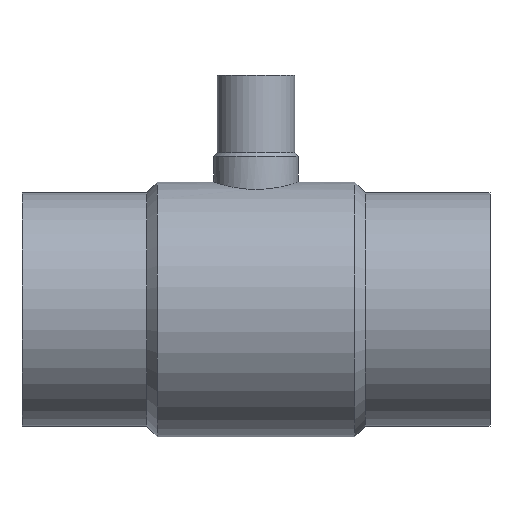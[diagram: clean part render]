
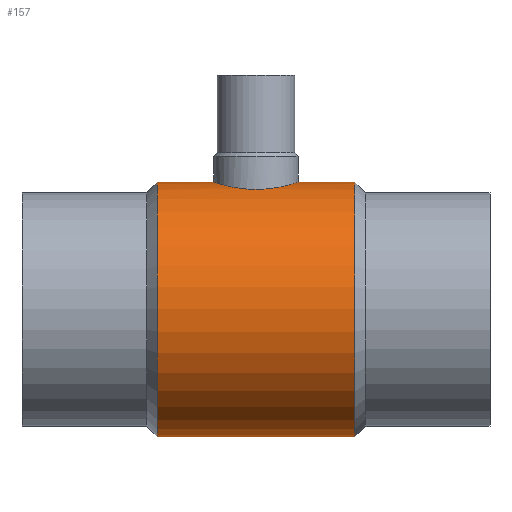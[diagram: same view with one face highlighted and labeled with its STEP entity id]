
A CAD part, top view. The second image highlights one B-rep face of the part: STEP entity #157.
In plain terms, the highlighted cylindrical face has radius 122.75 mm (diameter 245.5 mm), a partial arc.
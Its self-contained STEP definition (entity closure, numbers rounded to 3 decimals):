
#143 = VERTEX_POINT( '', #373 );
#157 = ADVANCED_FACE( '', ( #389 ), #390, .T. );
#173 = EDGE_CURVE( '', #291, #283, #407, .T. );
#177 = EDGE_CURVE( '', #237, #143, #412, .T. );
#217 = EDGE_CURVE( '', #295, #247, #456, .T. );
#237 = VERTEX_POINT( '', #478 );
#247 = VERTEX_POINT( '', #488 );
#283 = VERTEX_POINT( '', #527 );
#291 = VERTEX_POINT( '', #536 );
#295 = VERTEX_POINT( '', #540 );
#307 = EDGE_CURVE( '', #291, #143, #553, .T. );
#311 = EDGE_CURVE( '', #247, #237, #558, .T. );
#323 = EDGE_CURVE( '', #283, #295, #572, .T. );
#373 = CARTESIAN_POINT( '', ( -320.75, 122.75, 0. ) );
#389 = FACE_OUTER_BOUND( '', #637, .T. );
#390 = CYLINDRICAL_SURFACE( '', #638, 122.75 );
#407 = LINE( '', #662, #663 );
#412 = LINE( '', #669, #670 );
#456 = LINE( '', #792, #793 );
#478 = CARTESIAN_POINT( '', ( -266.4, 122.75, 0. ) );
#488 = CARTESIAN_POINT( '', ( -184.6, 122.75, 0. ) );
#527 = CARTESIAN_POINT( '', ( -130.25, -122.75, 0. ) );
#536 = CARTESIAN_POINT( '', ( -320.75, -122.75, 0. ) );
#540 = CARTESIAN_POINT( '', ( -130.25, 122.75, 0. ) );
#553 = CIRCLE( '', #1055, 122.75 );
#558 = B_SPLINE_CURVE_WITH_KNOTS( '', 3, ( #1061, #1062, #1063, #1064, #1065, #1066, #1067, #1068, #1069, #1070, #1071, #1072, #1073, #1074, #1075, #1076, #1077, #1078, #1079, #1080, #1081, #1082, #1083, #1084, #1085, #1086, #1087, #1088, #1089, #1090, #1091, #1092, #1093, #1094, #1095, #1096, #1097, #1098, #1099, #1100, #1101, #1102, #1103, #1104, #1105, #1106, #1107, #1108, #1109, #1110, #1111, #1112, #1113, #1114, #1115, #1116, #1117, #1118, #1119, #1120, #1121, #1122, #1123, #1124, #1125, #1126 ), .UNSPECIFIED., .F., .F., ( 4, 2, 2, 2, 2, 2, 2, 2, 2, 2, 2, 2, 2, 2, 2, 2, 2, 2, 2, 2, 2, 2, 2, 2, 2, 2, 2, 2, 2, 2, 2, 2, 4 ), ( 62.143, 66.026, 69.909, 73.792, 77.675, 81.558, 85.441, 89.324, 93.207, 97.092, 100.977, 104.862, 108.747, 112.632, 116.516, 120.401, 124.286, 128.171, 132.056, 135.941, 139.825, 143.71, 147.595, 151.48, 155.365, 159.248, 163.131, 167.014, 170.897, 174.78, 178.663, 182.546, 186.429 ), .UNSPECIFIED. );
#572 = CIRCLE( '', #1146, 122.75 );
#637 = EDGE_LOOP( '', ( #1215, #1216, #1217, #1218, #1219, #1220 ) );
#638 = AXIS2_PLACEMENT_3D( '', #1221, #1222, #1223 );
#662 = CARTESIAN_POINT( '', ( -225.5, -122.75, 0. ) );
#663 = VECTOR( '', #1240, 1. );
#669 = CARTESIAN_POINT( '', ( -225.5, 122.75, 0. ) );
#670 = VECTOR( '', #1249, 1. );
#792 = CARTESIAN_POINT( '', ( -225.5, 122.75, 0. ) );
#793 = VECTOR( '', #1303, 1. );
#1055 = AXIS2_PLACEMENT_3D( '', #1400, #1401, #1402 );
#1061 = CARTESIAN_POINT( '', ( -184.6, 122.75, 0. ) );
#1062 = CARTESIAN_POINT( '', ( -184.6, 122.75, 1.294 ) );
#1063 = CARTESIAN_POINT( '', ( -184.662, 122.729, 2.609 ) );
#1064 = CARTESIAN_POINT( '', ( -184.917, 122.645, 5.255 ) );
#1065 = CARTESIAN_POINT( '', ( -185.111, 122.58, 6.585 ) );
#1066 = CARTESIAN_POINT( '', ( -185.633, 122.409, 9.235 ) );
#1067 = CARTESIAN_POINT( '', ( -185.962, 122.302, 10.555 ) );
#1068 = CARTESIAN_POINT( '', ( -186.752, 122.049, 13.162 ) );
#1069 = CARTESIAN_POINT( '', ( -187.213, 121.903, 14.448 ) );
#1070 = CARTESIAN_POINT( '', ( -188.259, 121.579, 16.965 ) );
#1071 = CARTESIAN_POINT( '', ( -188.845, 121.4, 18.196 ) );
#1072 = CARTESIAN_POINT( '', ( -190.132, 121.018, 20.585 ) );
#1073 = CARTESIAN_POINT( '', ( -190.832, 120.814, 21.742 ) );
#1074 = CARTESIAN_POINT( '', ( -192.33, 120.393, 23.966 ) );
#1075 = CARTESIAN_POINT( '', ( -193.128, 120.175, 25.032 ) );
#1076 = CARTESIAN_POINT( '', ( -194.802, 119.735, 27.058 ) );
#1077 = CARTESIAN_POINT( '', ( -195.677, 119.513, 28.019 ) );
#1078 = CARTESIAN_POINT( '', ( -197.482, 119.076, 29.823 ) );
#1079 = CARTESIAN_POINT( '', ( -198.443, 118.852, 30.699 ) );
#1080 = CARTESIAN_POINT( '', ( -200.469, 118.407, 32.373 ) );
#1081 = CARTESIAN_POINT( '', ( -201.536, 118.186, 33.171 ) );
#1082 = CARTESIAN_POINT( '', ( -203.759, 117.755, 34.669 ) );
#1083 = CARTESIAN_POINT( '', ( -204.916, 117.546, 35.369 ) );
#1084 = CARTESIAN_POINT( '', ( -207.304, 117.151, 36.655 ) );
#1085 = CARTESIAN_POINT( '', ( -208.535, 116.966, 37.241 ) );
#1086 = CARTESIAN_POINT( '', ( -211.051, 116.627, 38.287 ) );
#1087 = CARTESIAN_POINT( '', ( -212.337, 116.475, 38.748 ) );
#1088 = CARTESIAN_POINT( '', ( -214.943, 116.209, 39.538 ) );
#1089 = CARTESIAN_POINT( '', ( -216.263, 116.096, 39.866 ) );
#1090 = CARTESIAN_POINT( '', ( -218.914, 115.915, 40.389 ) );
#1091 = CARTESIAN_POINT( '', ( -220.244, 115.847, 40.583 ) );
#1092 = CARTESIAN_POINT( '', ( -222.89, 115.758, 40.838 ) );
#1093 = CARTESIAN_POINT( '', ( -224.205, 115.736, 40.9 ) );
#1094 = CARTESIAN_POINT( '', ( -226.795, 115.736, 40.9 ) );
#1095 = CARTESIAN_POINT( '', ( -228.11, 115.758, 40.838 ) );
#1096 = CARTESIAN_POINT( '', ( -230.756, 115.847, 40.583 ) );
#1097 = CARTESIAN_POINT( '', ( -232.086, 115.915, 40.389 ) );
#1098 = CARTESIAN_POINT( '', ( -234.737, 116.096, 39.866 ) );
#1099 = CARTESIAN_POINT( '', ( -236.057, 116.209, 39.538 ) );
#1100 = CARTESIAN_POINT( '', ( -238.663, 116.475, 38.748 ) );
#1101 = CARTESIAN_POINT( '', ( -239.949, 116.627, 38.287 ) );
#1102 = CARTESIAN_POINT( '', ( -242.465, 116.966, 37.241 ) );
#1103 = CARTESIAN_POINT( '', ( -243.696, 117.151, 36.655 ) );
#1104 = CARTESIAN_POINT( '', ( -246.084, 117.546, 35.369 ) );
#1105 = CARTESIAN_POINT( '', ( -247.241, 117.755, 34.669 ) );
#1106 = CARTESIAN_POINT( '', ( -249.464, 118.186, 33.171 ) );
#1107 = CARTESIAN_POINT( '', ( -250.531, 118.407, 32.373 ) );
#1108 = CARTESIAN_POINT( '', ( -252.557, 118.852, 30.699 ) );
#1109 = CARTESIAN_POINT( '', ( -253.518, 119.076, 29.823 ) );
#1110 = CARTESIAN_POINT( '', ( -255.323, 119.513, 28.019 ) );
#1111 = CARTESIAN_POINT( '', ( -256.198, 119.735, 27.058 ) );
#1112 = CARTESIAN_POINT( '', ( -257.872, 120.175, 25.032 ) );
#1113 = CARTESIAN_POINT( '', ( -258.67, 120.393, 23.966 ) );
#1114 = CARTESIAN_POINT( '', ( -260.168, 120.814, 21.742 ) );
#1115 = CARTESIAN_POINT( '', ( -260.868, 121.018, 20.585 ) );
#1116 = CARTESIAN_POINT( '', ( -262.155, 121.4, 18.196 ) );
#1117 = CARTESIAN_POINT( '', ( -262.741, 121.579, 16.965 ) );
#1118 = CARTESIAN_POINT( '', ( -263.787, 121.903, 14.448 ) );
#1119 = CARTESIAN_POINT( '', ( -264.248, 122.049, 13.162 ) );
#1120 = CARTESIAN_POINT( '', ( -265.038, 122.302, 10.555 ) );
#1121 = CARTESIAN_POINT( '', ( -265.367, 122.409, 9.235 ) );
#1122 = CARTESIAN_POINT( '', ( -265.889, 122.58, 6.585 ) );
#1123 = CARTESIAN_POINT( '', ( -266.083, 122.645, 5.255 ) );
#1124 = CARTESIAN_POINT( '', ( -266.338, 122.729, 2.609 ) );
#1125 = CARTESIAN_POINT( '', ( -266.4, 122.75, 1.294 ) );
#1126 = CARTESIAN_POINT( '', ( -266.4, 122.75, 0. ) );
#1146 = AXIS2_PLACEMENT_3D( '', #1424, #1425, #1426 );
#1215 = ORIENTED_EDGE( '', *, *, #217, .T. );
#1216 = ORIENTED_EDGE( '', *, *, #311, .T. );
#1217 = ORIENTED_EDGE( '', *, *, #177, .T. );
#1218 = ORIENTED_EDGE( '', *, *, #307, .F. );
#1219 = ORIENTED_EDGE( '', *, *, #173, .T. );
#1220 = ORIENTED_EDGE( '', *, *, #323, .T. );
#1221 = CARTESIAN_POINT( '', ( -225.5, 0., 0. ) );
#1222 = DIRECTION( '', ( 1., 0., 0. ) );
#1223 = DIRECTION( '', ( 0., 1., 0. ) );
#1240 = DIRECTION( '', ( 1., 0., 0. ) );
#1249 = DIRECTION( '', ( -1., 0., 0. ) );
#1303 = DIRECTION( '', ( -1., 0., 0. ) );
#1400 = CARTESIAN_POINT( '', ( -320.75, 0., 0. ) );
#1401 = DIRECTION( '', ( -1., 0., 0. ) );
#1402 = DIRECTION( '', ( 0., 1., 0. ) );
#1424 = CARTESIAN_POINT( '', ( -130.25, 0., 0. ) );
#1425 = DIRECTION( '', ( -1., 0., 0. ) );
#1426 = DIRECTION( '', ( 0., 1., 0. ) );
